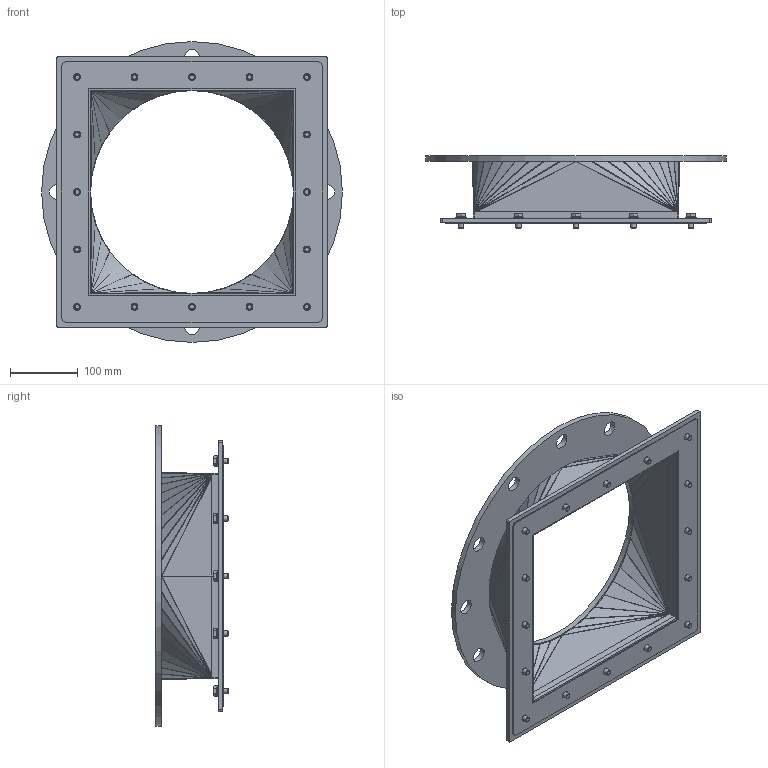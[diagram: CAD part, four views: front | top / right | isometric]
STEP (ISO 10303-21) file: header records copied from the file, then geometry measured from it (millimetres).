
FILE_DESCRIPTION(/* description */ (''),/* implementation_level */ '2;1');
FILE_NAME(/* name */ 'A598_030000.stp',/* time_stamp */ '2019-04-30T14:21:34+02:00',/* author */ ('pw'),/* organization */ (''),/* preprocessor_version */ 'ST-DEVELOPER v16.5',/* originating_system */ 'Autodesk Inventor 2017',/* authorisation */ '');
FILE_SCHEMA (('AUTOMOTIVE_DESIGN { 1 0 10303 214 3 1 1 }'));
Length unit declared in the file: millimetre
Products named in the file (1): A598_030000
Bounding box: 445 x 106.9 x 445 mm (x, y, z)
Volume: 1358150 mm3; surface area: 557991.1 mm2
Topology: 1 solids, 1 shells, 923 faces, 1930 edges, 1098 vertices
Faces by surface type: plane 373, cylinder 250, bspline 172, cone 128
Full cylindrical faces by diameter (mm): 7.323 x16, 8 x16, 8.4 x16, 10 x48, 11.4 x16, 16 x16, 22 x12, 300 x1, 445 x1
Entity records: 25822 total; most frequent: CARTESIAN_POINT 7178, DIRECTION 3500, ORIENTED_EDGE 3424, EDGE_CURVE 1712, AXIS2_PLACEMENT_3D 1340, EDGE_LOOP 1228, VERTEX_POINT 1054, STYLED_ITEM 924
